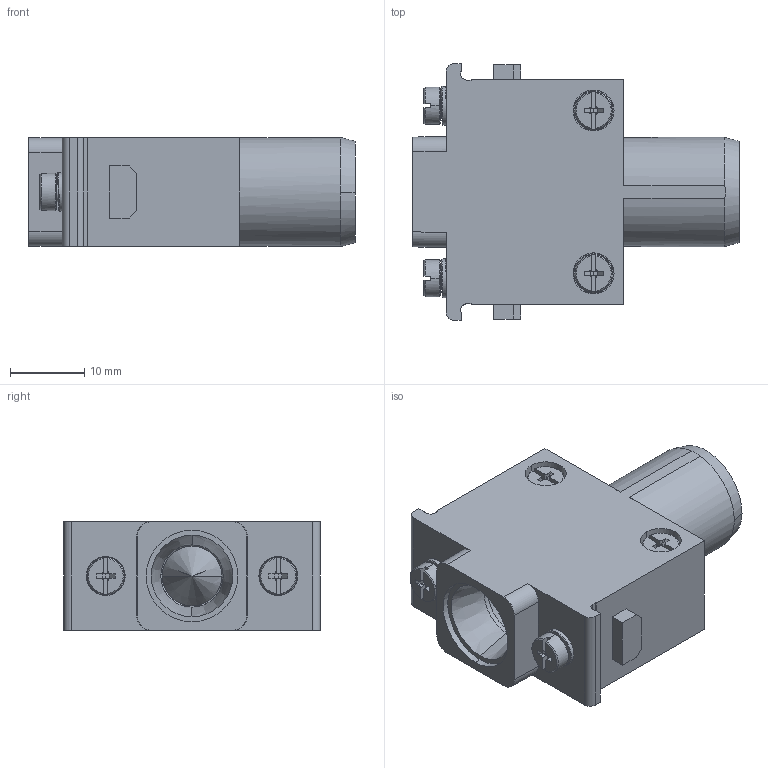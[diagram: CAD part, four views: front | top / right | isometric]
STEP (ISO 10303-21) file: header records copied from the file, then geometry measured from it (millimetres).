
FILE_DESCRIPTION((''),'2;1');
FILE_NAME('HMPE_M-001-F_ASM_167_ASM','2022-05-30T',('lj.zou'),(''),'PRO/ENGINEER BY PARAMETRIC TECHNOLOGY CORPORATION, 2012480','PRO/ENGINEER BY PARAMETRIC TECHNOLOGY CORPORATION, 2012480','');
FILE_SCHEMA(('CONFIG_CONTROL_DESIGN'));
Length unit declared in the file: millimetre
Products named in the file (1): HMPE_M-001-F_ASM_167_ASM
Bounding box: 43.88 x 34.5 x 14.6 mm (x, y, z)
Volume: 12032.5 mm3; surface area: 6820.7 mm2
Topology: 2 solids, 6 shells, 314 faces, 819 edges, 521 vertices
Faces by surface type: plane 170, cylinder 62, cone 52, bspline 22, torus 8
Entity records: 13436 total; most frequent: CARTESIAN_POINT 5938, ORIENTED_EDGE 1598, DIRECTION 1445, EDGE_CURVE 799, VERTEX_POINT 521, AXIS2_PLACEMENT_3D 492, VECTOR 461, LINE 461
